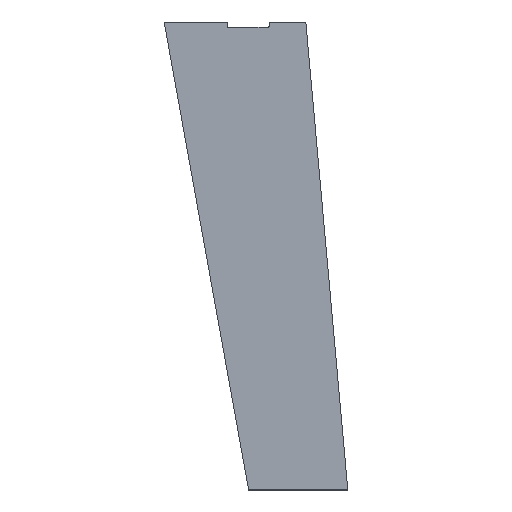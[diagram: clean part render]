
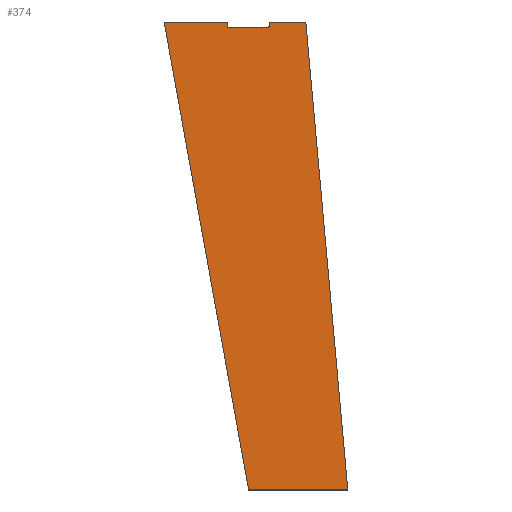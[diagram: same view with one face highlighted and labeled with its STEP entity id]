
A CAD part, top view. The second image highlights one B-rep face of the part: STEP entity #374.
In plain terms, the highlighted face is planar.
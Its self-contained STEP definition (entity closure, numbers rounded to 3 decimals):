
#25=CIRCLE('',#433,1.5);
#26=CIRCLE('',#434,1.5);
#38=FACE_OUTER_BOUND('',#58,.T.);
#58=EDGE_LOOP('',(#259,#260,#261,#262,#263,#264,#265,#266,#267,#268));
#81=LINE('',#589,#123);
#85=LINE('',#599,#127);
#86=LINE('',#601,#128);
#87=LINE('',#603,#129);
#88=LINE('',#605,#130);
#89=LINE('',#607,#131);
#90=LINE('',#609,#132);
#91=LINE('',#611,#133);
#123=VECTOR('',#474,10.);
#127=VECTOR('',#482,10.);
#128=VECTOR('',#483,10.);
#129=VECTOR('',#484,10.);
#130=VECTOR('',#485,10.);
#131=VECTOR('',#486,10.);
#132=VECTOR('',#487,10.);
#133=VECTOR('',#488,10.);
#165=VERTEX_POINT('',#586);
#166=VERTEX_POINT('',#588);
#169=VERTEX_POINT('',#596);
#170=VERTEX_POINT('',#598);
#171=VERTEX_POINT('',#600);
#172=VERTEX_POINT('',#602);
#173=VERTEX_POINT('',#604);
#174=VERTEX_POINT('',#606);
#175=VERTEX_POINT('',#608);
#176=VERTEX_POINT('',#610);
#201=EDGE_CURVE('',#166,#165,#81,.T.);
#205=EDGE_CURVE('',#169,#165,#25,.T.);
#206=EDGE_CURVE('',#169,#170,#85,.T.);
#207=EDGE_CURVE('',#171,#170,#86,.T.);
#208=EDGE_CURVE('',#172,#171,#87,.T.);
#209=EDGE_CURVE('',#173,#172,#88,.T.);
#210=EDGE_CURVE('',#174,#173,#89,.T.);
#211=EDGE_CURVE('',#175,#174,#90,.T.);
#212=EDGE_CURVE('',#175,#176,#91,.T.);
#213=EDGE_CURVE('',#166,#176,#26,.T.);
#259=ORIENTED_EDGE('',*,*,#201,.T.);
#260=ORIENTED_EDGE('',*,*,#205,.F.);
#261=ORIENTED_EDGE('',*,*,#206,.T.);
#262=ORIENTED_EDGE('',*,*,#207,.F.);
#263=ORIENTED_EDGE('',*,*,#208,.F.);
#264=ORIENTED_EDGE('',*,*,#209,.F.);
#265=ORIENTED_EDGE('',*,*,#210,.F.);
#266=ORIENTED_EDGE('',*,*,#211,.F.);
#267=ORIENTED_EDGE('',*,*,#212,.T.);
#268=ORIENTED_EDGE('',*,*,#213,.F.);
#360=PLANE('',#432);
#374=ADVANCED_FACE('',(#38),#360,.F.);
#432=AXIS2_PLACEMENT_3D('',#595,#478,#479);
#433=AXIS2_PLACEMENT_3D('',#597,#480,#481);
#434=AXIS2_PLACEMENT_3D('',#612,#489,#490);
#474=DIRECTION('',(1.,0.,0.));
#478=DIRECTION('center_axis',(0.,0.,1.));
#479=DIRECTION('ref_axis',(1.,0.,0.));
#480=DIRECTION('center_axis',(0.,0.,-1.));
#481=DIRECTION('ref_axis',(0.707,-0.707,0.));
#482=DIRECTION('',(0.,1.,0.));
#483=DIRECTION('',(-1.,0.,0.));
#484=DIRECTION('',(0.177,0.984,0.));
#485=DIRECTION('',(1.,0.,0.));
#486=DIRECTION('',(-0.089,-0.996,0.));
#487=DIRECTION('',(-1.,0.,0.));
#488=DIRECTION('',(0.,-1.,0.));
#489=DIRECTION('center_axis',(0.,0.,-1.));
#490=DIRECTION('ref_axis',(-0.707,-0.707,0.));
#586=CARTESIAN_POINT('',(206.515,799.295,0.));
#588=CARTESIAN_POINT('',(138.045,799.295,0.));
#589=CARTESIAN_POINT('',(175.598,799.295,0.));
#595=CARTESIAN_POINT('Origin',(143.18,418.621,0.));
#596=CARTESIAN_POINT('',(208.015,800.795,0.));
#597=CARTESIAN_POINT('Origin',(206.515,800.795,0.));
#598=CARTESIAN_POINT('',(208.015,808.345,0.));
#599=CARTESIAN_POINT('',(208.015,613.483,0.));
#600=CARTESIAN_POINT('',(317.59,808.345,0.));
#601=CARTESIAN_POINT('',(318.098,808.345,0.));
#602=CARTESIAN_POINT('',(171.884,0.,0.));
#603=CARTESIAN_POINT('',(171.884,0.,0.));
#604=CARTESIAN_POINT('',(0.502,0.,0.));
#605=CARTESIAN_POINT('',(0.,0.,0.));
#606=CARTESIAN_POINT('',(72.958,808.345,0.));
#607=CARTESIAN_POINT('',(72.958,808.345,0.));
#608=CARTESIAN_POINT('',(136.545,808.345,0.));
#609=CARTESIAN_POINT('',(318.098,808.345,0.));
#610=CARTESIAN_POINT('',(136.545,800.795,0.));
#611=CARTESIAN_POINT('',(136.545,608.958,0.));
#612=CARTESIAN_POINT('Origin',(138.045,800.795,0.));
